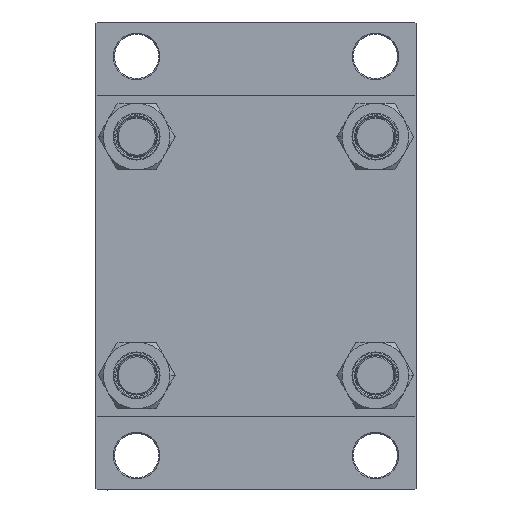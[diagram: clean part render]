
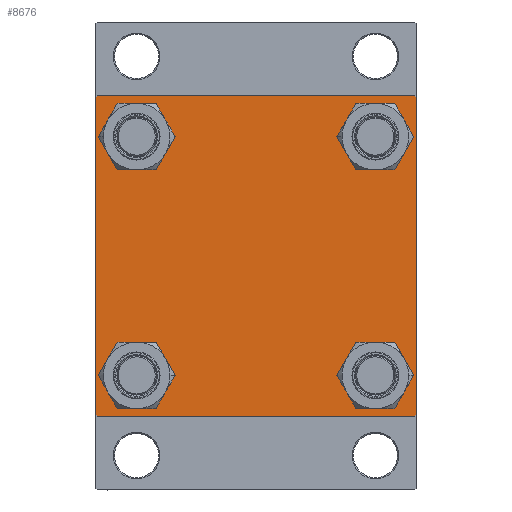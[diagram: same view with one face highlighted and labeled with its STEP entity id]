
A CAD part, left-side view. The second image highlights one B-rep face of the part: STEP entity #8676.
In plain terms, the highlighted planar face has unit normal (-1, 0, 0).
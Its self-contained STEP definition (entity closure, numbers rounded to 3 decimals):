
#72 = DIRECTION ( 'NONE',  ( 0., 0., 1. ) ) ;
#99 = FACE_BOUND ( 'NONE', #308, .T. ) ;
#184 = VERTEX_POINT ( 'NONE', #39143 ) ;
#308 = EDGE_LOOP ( 'NONE', ( #21527, #25884 ) ) ;
#1373 = CARTESIAN_POINT ( 'NONE',  ( 0., -48.45, -48.45 ) ) ;
#1768 = CARTESIAN_POINT ( 'NONE',  ( 0., -65., 65. ) ) ;
#2051 = ORIENTED_EDGE ( 'NONE', *, *, #23737, .T. ) ;
#2257 = LINE ( 'NONE', #47277, #46551 ) ;
#2305 = VERTEX_POINT ( 'NONE', #18539 ) ;
#2328 = VERTEX_POINT ( 'NONE', #45177 ) ;
#3972 = FACE_BOUND ( 'NONE', #24872, .T. ) ;
#4137 = DIRECTION ( 'NONE',  ( 0., -1., 0. ) ) ;
#4496 = VERTEX_POINT ( 'NONE', #25880 ) ;
#4562 = CARTESIAN_POINT ( 'NONE',  ( 0., 64.75, -64.75 ) ) ;
#5317 = AXIS2_PLACEMENT_3D ( 'NONE', #41133, #47428, #44279 ) ;
#5657 = CIRCLE ( 'NONE', #32604, 8.5 ) ;
#5865 = LINE ( 'NONE', #1768, #40006 ) ;
#6153 = DIRECTION ( 'NONE',  ( 0., 0., 1. ) ) ;
#7589 = FACE_BOUND ( 'NONE', #35070, .T. ) ;
#7690 = DIRECTION ( 'NONE',  ( 1., 0., 0. ) ) ;
#8676 = ADVANCED_FACE ( 'NONE', ( #3972, #99, #26440, #7589, #26665 ), #11923, .T. ) ;
#9120 = DIRECTION ( 'NONE',  ( 1., 0., 0. ) ) ;
#9430 = VERTEX_POINT ( 'NONE', #44826 ) ;
#9760 = EDGE_CURVE ( 'NONE', #9430, #30166, #11338, .T. ) ;
#10305 = CARTESIAN_POINT ( 'NONE',  ( 0., -48.45, 48.45 ) ) ;
#10951 = CARTESIAN_POINT ( 'NONE',  ( 0., -64.75, 64.75 ) ) ;
#11143 = EDGE_CURVE ( 'NONE', #23703, #29544, #29515, .T. ) ;
#11338 = LINE ( 'NONE', #4562, #21723 ) ;
#11346 = CARTESIAN_POINT ( 'NONE',  ( 0., -65., 64.5 ) ) ;
#11374 = EDGE_CURVE ( 'NONE', #27799, #20077, #2257, .T. ) ;
#11923 = PLANE ( 'NONE',  #28628 ) ;
#12088 = LINE ( 'NONE', #23445, #34641 ) ;
#12869 = CARTESIAN_POINT ( 'NONE',  ( 0., 64.5, 65. ) ) ;
#12970 = CARTESIAN_POINT ( 'NONE',  ( 0., 48.45, 48.45 ) ) ;
#13036 = EDGE_CURVE ( 'NONE', #40495, #4496, #21294, .T. ) ;
#13076 = CARTESIAN_POINT ( 'NONE',  ( 0., -48.45, -39.95 ) ) ;
#14205 = EDGE_CURVE ( 'NONE', #44991, #25955, #35238, .T. ) ;
#14678 = ORIENTED_EDGE ( 'NONE', *, *, #33456, .T. ) ;
#14852 = CARTESIAN_POINT ( 'NONE',  ( 0., 0., 0. ) ) ;
#14875 = DIRECTION ( 'NONE',  ( 0., 0., 1. ) ) ;
#15168 = CARTESIAN_POINT ( 'NONE',  ( 0., 65., -65. ) ) ;
#15581 = CARTESIAN_POINT ( 'NONE',  ( 0., 64.5, -65. ) ) ;
#16083 = ORIENTED_EDGE ( 'NONE', *, *, #17252, .F. ) ;
#16634 = AXIS2_PLACEMENT_3D ( 'NONE', #10305, #44369, #72 ) ;
#17252 = EDGE_CURVE ( 'NONE', #38027, #18507, #5865, .T. ) ;
#17320 = LINE ( 'NONE', #10951, #17999 ) ;
#17400 = ORIENTED_EDGE ( 'NONE', *, *, #11374, .T. ) ;
#17999 = VECTOR ( 'NONE', #39627, 1000. ) ;
#18035 = CARTESIAN_POINT ( 'NONE',  ( 0., -48.45, 39.95 ) ) ;
#18176 = ORIENTED_EDGE ( 'NONE', *, *, #9760, .T. ) ;
#18507 = VERTEX_POINT ( 'NONE', #42331 ) ;
#18539 = CARTESIAN_POINT ( 'NONE',  ( 0., -64.5, 65. ) ) ;
#19220 = DIRECTION ( 'NONE',  ( 1., 0., 0. ) ) ;
#19236 = VECTOR ( 'NONE', #44250, 1000. ) ;
#19308 = ORIENTED_EDGE ( 'NONE', *, *, #45410, .T. ) ;
#19469 = AXIS2_PLACEMENT_3D ( 'NONE', #47800, #36902, #14875 ) ;
#19911 = EDGE_CURVE ( 'NONE', #28767, #184, #40864, .T. ) ;
#19965 = ORIENTED_EDGE ( 'NONE', *, *, #41649, .T. ) ;
#20077 = VERTEX_POINT ( 'NONE', #29351 ) ;
#20166 = DIRECTION ( 'NONE',  ( 0., 0., -1. ) ) ;
#20273 = EDGE_LOOP ( 'NONE', ( #19308, #18176, #47108, #34623, #16083, #14678, #34689, #17400 ) ) ;
#20321 = ORIENTED_EDGE ( 'NONE', *, *, #13036, .T. ) ;
#20937 = EDGE_CURVE ( 'NONE', #30166, #2328, #21481, .T. ) ;
#21055 = EDGE_CURVE ( 'NONE', #2328, #18507, #44964, .T. ) ;
#21294 = CIRCLE ( 'NONE', #16634, 8.5 ) ;
#21481 = LINE ( 'NONE', #15168, #19236 ) ;
#21527 = ORIENTED_EDGE ( 'NONE', *, *, #14205, .T. ) ;
#21611 = ORIENTED_EDGE ( 'NONE', *, *, #34469, .T. ) ;
#21723 = VECTOR ( 'NONE', #29962, 1000. ) ;
#22685 = EDGE_CURVE ( 'NONE', #27799, #2305, #12088, .T. ) ;
#23445 = CARTESIAN_POINT ( 'NONE',  ( 0., 65., 65. ) ) ;
#23703 = VERTEX_POINT ( 'NONE', #37003 ) ;
#23737 = EDGE_CURVE ( 'NONE', #29544, #23703, #33888, .T. ) ;
#24520 = DIRECTION ( 'NONE',  ( 1., 0., 0. ) ) ;
#24872 = EDGE_LOOP ( 'NONE', ( #21611, #20321 ) ) ;
#25880 = CARTESIAN_POINT ( 'NONE',  ( 0., -48.45, 56.95 ) ) ;
#25884 = ORIENTED_EDGE ( 'NONE', *, *, #35526, .T. ) ;
#25955 = VERTEX_POINT ( 'NONE', #42257 ) ;
#26440 = FACE_BOUND ( 'NONE', #33260, .T. ) ;
#26665 = FACE_OUTER_BOUND ( 'NONE', #20273, .T. ) ;
#27634 = VECTOR ( 'NONE', #20166, 1000. ) ;
#27799 = VERTEX_POINT ( 'NONE', #12869 ) ;
#28304 = CIRCLE ( 'NONE', #39926, 8.5 ) ;
#28628 = AXIS2_PLACEMENT_3D ( 'NONE', #14852, #29605, #44395 ) ;
#28767 = VERTEX_POINT ( 'NONE', #46786 ) ;
#29351 = CARTESIAN_POINT ( 'NONE',  ( 0., 65., 64.5 ) ) ;
#29515 = CIRCLE ( 'NONE', #19469, 8.5 ) ;
#29544 = VERTEX_POINT ( 'NONE', #35152 ) ;
#29605 = DIRECTION ( 'NONE',  ( -1., 0., 0. ) ) ;
#29803 = ORIENTED_EDGE ( 'NONE', *, *, #19911, .T. ) ;
#29962 = DIRECTION ( 'NONE',  ( 0., -0.707, -0.707 ) ) ;
#30166 = VERTEX_POINT ( 'NONE', #15581 ) ;
#30886 = DIRECTION ( 'NONE',  ( 0., 0., 1. ) ) ;
#31049 = LINE ( 'NONE', #45843, #27634 ) ;
#31560 = VECTOR ( 'NONE', #38160, 1000. ) ;
#32264 = CARTESIAN_POINT ( 'NONE',  ( 0., 48.45, 48.45 ) ) ;
#32604 = AXIS2_PLACEMENT_3D ( 'NONE', #41340, #7690, #33095 ) ;
#33095 = DIRECTION ( 'NONE',  ( 0., 0., 1. ) ) ;
#33260 = EDGE_LOOP ( 'NONE', ( #43340, #2051 ) ) ;
#33456 = EDGE_CURVE ( 'NONE', #38027, #2305, #17320, .T. ) ;
#33888 = CIRCLE ( 'NONE', #5317, 8.5 ) ;
#33894 = AXIS2_PLACEMENT_3D ( 'NONE', #32264, #24520, #6153 ) ;
#34001 = DIRECTION ( 'NONE',  ( 0., 0., 1. ) ) ;
#34152 = CIRCLE ( 'NONE', #41913, 8.5 ) ;
#34469 = EDGE_CURVE ( 'NONE', #4496, #40495, #5657, .T. ) ;
#34623 = ORIENTED_EDGE ( 'NONE', *, *, #21055, .T. ) ;
#34641 = VECTOR ( 'NONE', #4137, 1000. ) ;
#34689 = ORIENTED_EDGE ( 'NONE', *, *, #22685, .F. ) ;
#35070 = EDGE_LOOP ( 'NONE', ( #19965, #29803 ) ) ;
#35152 = CARTESIAN_POINT ( 'NONE',  ( 0., 48.45, -56.95 ) ) ;
#35238 = CIRCLE ( 'NONE', #43758, 8.5 ) ;
#35526 = EDGE_CURVE ( 'NONE', #25955, #44991, #34152, .T. ) ;
#36902 = DIRECTION ( 'NONE',  ( 1., 0., 0. ) ) ;
#37003 = CARTESIAN_POINT ( 'NONE',  ( 0., 48.45, -39.95 ) ) ;
#37931 = DIRECTION ( 'NONE',  ( 0., 0., 1. ) ) ;
#38027 = VERTEX_POINT ( 'NONE', #11346 ) ;
#38160 = DIRECTION ( 'NONE',  ( 0., -0.707, 0.707 ) ) ;
#39042 = DIRECTION ( 'NONE',  ( 0., 0., -1. ) ) ;
#39143 = CARTESIAN_POINT ( 'NONE',  ( 0., 48.45, 56.95 ) ) ;
#39627 = DIRECTION ( 'NONE',  ( 0., 0.707, 0.707 ) ) ;
#39926 = AXIS2_PLACEMENT_3D ( 'NONE', #12970, #42771, #37931 ) ;
#40006 = VECTOR ( 'NONE', #39042, 1000. ) ;
#40495 = VERTEX_POINT ( 'NONE', #18035 ) ;
#40864 = CIRCLE ( 'NONE', #33894, 8.5 ) ;
#41133 = CARTESIAN_POINT ( 'NONE',  ( 0., 48.45, -48.45 ) ) ;
#41288 = CARTESIAN_POINT ( 'NONE',  ( 0., -48.45, -48.45 ) ) ;
#41340 = CARTESIAN_POINT ( 'NONE',  ( 0., -48.45, 48.45 ) ) ;
#41649 = EDGE_CURVE ( 'NONE', #184, #28767, #28304, .T. ) ;
#41913 = AXIS2_PLACEMENT_3D ( 'NONE', #1373, #9120, #30886 ) ;
#42257 = CARTESIAN_POINT ( 'NONE',  ( 0., -48.45, -56.95 ) ) ;
#42331 = CARTESIAN_POINT ( 'NONE',  ( 0., -65., -64.5 ) ) ;
#42771 = DIRECTION ( 'NONE',  ( 1., 0., 0. ) ) ;
#43340 = ORIENTED_EDGE ( 'NONE', *, *, #11143, .T. ) ;
#43758 = AXIS2_PLACEMENT_3D ( 'NONE', #41288, #19220, #34001 ) ;
#44250 = DIRECTION ( 'NONE',  ( 0., -1., 0. ) ) ;
#44279 = DIRECTION ( 'NONE',  ( 0., 0., 1. ) ) ;
#44369 = DIRECTION ( 'NONE',  ( 1., 0., 0. ) ) ;
#44395 = DIRECTION ( 'NONE',  ( 0., 0., 1. ) ) ;
#44826 = CARTESIAN_POINT ( 'NONE',  ( 0., 65., -64.5 ) ) ;
#44964 = LINE ( 'NONE', #45426, #31560 ) ;
#44991 = VERTEX_POINT ( 'NONE', #13076 ) ;
#45177 = CARTESIAN_POINT ( 'NONE',  ( 0., -64.5, -65. ) ) ;
#45410 = EDGE_CURVE ( 'NONE', #20077, #9430, #31049, .T. ) ;
#45426 = CARTESIAN_POINT ( 'NONE',  ( 0., -64.75, -64.75 ) ) ;
#45843 = CARTESIAN_POINT ( 'NONE',  ( 0., 65., 65. ) ) ;
#46551 = VECTOR ( 'NONE', #47509, 1000. ) ;
#46786 = CARTESIAN_POINT ( 'NONE',  ( 0., 48.45, 39.95 ) ) ;
#47108 = ORIENTED_EDGE ( 'NONE', *, *, #20937, .T. ) ;
#47277 = CARTESIAN_POINT ( 'NONE',  ( 0., 64.75, 64.75 ) ) ;
#47428 = DIRECTION ( 'NONE',  ( 1., 0., 0. ) ) ;
#47509 = DIRECTION ( 'NONE',  ( 0., 0.707, -0.707 ) ) ;
#47800 = CARTESIAN_POINT ( 'NONE',  ( 0., 48.45, -48.45 ) ) ;
